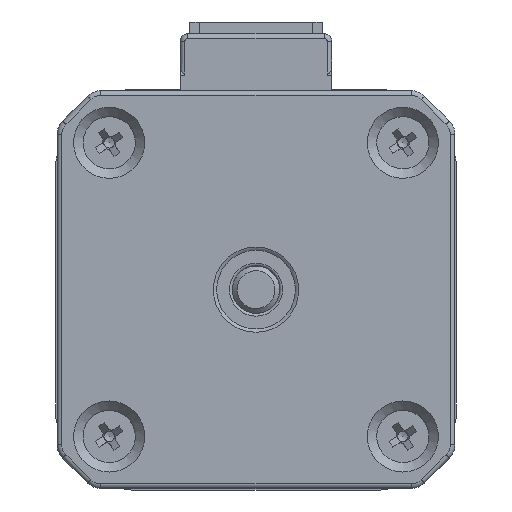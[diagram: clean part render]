
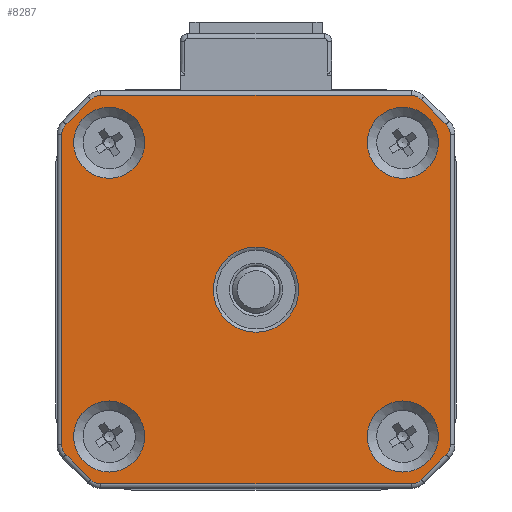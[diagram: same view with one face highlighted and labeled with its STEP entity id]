
A CAD part, front view. The second image highlights one B-rep face of the part: STEP entity #8287.
In plain terms, the highlighted planar face has unit normal (0, -1, 0).
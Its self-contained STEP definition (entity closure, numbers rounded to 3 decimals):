
#155=FACE_BOUND('',#1770,.T.);
#156=FACE_BOUND('',#1771,.T.);
#157=FACE_BOUND('',#1772,.T.);
#158=FACE_BOUND('',#1773,.T.);
#159=FACE_BOUND('',#1774,.T.);
#766=CIRCLE('',#8789,4.5);
#780=CIRCLE('',#8812,1.5);
#781=CIRCLE('',#8813,1.5);
#782=CIRCLE('',#8814,1.5);
#783=CIRCLE('',#8815,1.5);
#784=CIRCLE('',#8816,1.5);
#785=CIRCLE('',#8817,1.5);
#786=CIRCLE('',#8818,1.5);
#787=CIRCLE('',#8819,1.5);
#788=CIRCLE('',#8820,3.75);
#789=CIRCLE('',#8821,3.75);
#790=CIRCLE('',#8822,3.75);
#791=CIRCLE('',#8823,3.75);
#1282=FACE_OUTER_BOUND('',#1769,.T.);
#1769=EDGE_LOOP('',(#6386,#6387,#6388,#6389,#6390,#6391,#6392,#6393,#6394,
#6395,#6396,#6397,#6398,#6399,#6400,#6401));
#1770=EDGE_LOOP('',(#6402));
#1771=EDGE_LOOP('',(#6403));
#1772=EDGE_LOOP('',(#6404));
#1773=EDGE_LOOP('',(#6405));
#1774=EDGE_LOOP('',(#6406));
#2559=LINE('',#12892,#3306);
#2560=LINE('',#12896,#3307);
#2561=LINE('',#12900,#3308);
#2562=LINE('',#12904,#3309);
#2563=LINE('',#12908,#3310);
#2564=LINE('',#12912,#3311);
#2565=LINE('',#12916,#3312);
#2566=LINE('',#12920,#3313);
#3306=VECTOR('',#10298,32.743);
#3307=VECTOR('',#10301,3.717);
#3308=VECTOR('',#10304,32.743);
#3309=VECTOR('',#10307,3.717);
#3310=VECTOR('',#10310,32.743);
#3311=VECTOR('',#10313,3.717);
#3312=VECTOR('',#10316,32.743);
#3313=VECTOR('',#10319,3.717);
#3885=VERTEX_POINT('',#12799);
#3921=VERTEX_POINT('',#12890);
#3922=VERTEX_POINT('',#12891);
#3923=VERTEX_POINT('',#12893);
#3924=VERTEX_POINT('',#12895);
#3925=VERTEX_POINT('',#12897);
#3926=VERTEX_POINT('',#12899);
#3927=VERTEX_POINT('',#12901);
#3928=VERTEX_POINT('',#12903);
#3929=VERTEX_POINT('',#12905);
#3930=VERTEX_POINT('',#12907);
#3931=VERTEX_POINT('',#12909);
#3932=VERTEX_POINT('',#12911);
#3933=VERTEX_POINT('',#12913);
#3934=VERTEX_POINT('',#12915);
#3935=VERTEX_POINT('',#12917);
#3936=VERTEX_POINT('',#12919);
#3937=VERTEX_POINT('',#12922);
#3938=VERTEX_POINT('',#12924);
#3939=VERTEX_POINT('',#12926);
#3940=VERTEX_POINT('',#12928);
#4763=EDGE_CURVE('',#3885,#3885,#766,.T.);
#4808=EDGE_CURVE('',#3921,#3922,#2559,.F.);
#4809=EDGE_CURVE('',#3922,#3923,#780,.F.);
#4810=EDGE_CURVE('',#3923,#3924,#2560,.F.);
#4811=EDGE_CURVE('',#3924,#3925,#781,.F.);
#4812=EDGE_CURVE('',#3925,#3926,#2561,.T.);
#4813=EDGE_CURVE('',#3926,#3927,#782,.F.);
#4814=EDGE_CURVE('',#3927,#3928,#2562,.T.);
#4815=EDGE_CURVE('',#3928,#3929,#783,.F.);
#4816=EDGE_CURVE('',#3929,#3930,#2563,.T.);
#4817=EDGE_CURVE('',#3930,#3931,#784,.F.);
#4818=EDGE_CURVE('',#3931,#3932,#2564,.T.);
#4819=EDGE_CURVE('',#3932,#3933,#785,.F.);
#4820=EDGE_CURVE('',#3933,#3934,#2565,.F.);
#4821=EDGE_CURVE('',#3934,#3935,#786,.F.);
#4822=EDGE_CURVE('',#3935,#3936,#2566,.F.);
#4823=EDGE_CURVE('',#3936,#3921,#787,.F.);
#4824=EDGE_CURVE('',#3937,#3937,#788,.T.);
#4825=EDGE_CURVE('',#3938,#3938,#789,.T.);
#4826=EDGE_CURVE('',#3939,#3939,#790,.T.);
#4827=EDGE_CURVE('',#3940,#3940,#791,.T.);
#6386=ORIENTED_EDGE('',*,*,#4808,.T.);
#6387=ORIENTED_EDGE('',*,*,#4809,.T.);
#6388=ORIENTED_EDGE('',*,*,#4810,.T.);
#6389=ORIENTED_EDGE('',*,*,#4811,.T.);
#6390=ORIENTED_EDGE('',*,*,#4812,.T.);
#6391=ORIENTED_EDGE('',*,*,#4813,.T.);
#6392=ORIENTED_EDGE('',*,*,#4814,.T.);
#6393=ORIENTED_EDGE('',*,*,#4815,.T.);
#6394=ORIENTED_EDGE('',*,*,#4816,.T.);
#6395=ORIENTED_EDGE('',*,*,#4817,.T.);
#6396=ORIENTED_EDGE('',*,*,#4818,.T.);
#6397=ORIENTED_EDGE('',*,*,#4819,.T.);
#6398=ORIENTED_EDGE('',*,*,#4820,.T.);
#6399=ORIENTED_EDGE('',*,*,#4821,.T.);
#6400=ORIENTED_EDGE('',*,*,#4822,.T.);
#6401=ORIENTED_EDGE('',*,*,#4823,.T.);
#6402=ORIENTED_EDGE('',*,*,#4824,.T.);
#6403=ORIENTED_EDGE('',*,*,#4825,.T.);
#6404=ORIENTED_EDGE('',*,*,#4826,.T.);
#6405=ORIENTED_EDGE('',*,*,#4827,.T.);
#6406=ORIENTED_EDGE('',*,*,#4763,.T.);
#7986=PLANE('',#8811);
#8287=ADVANCED_FACE('',(#1282,#155,#156,#157,#158,#159),#7986,.F.);
#8789=AXIS2_PLACEMENT_3D('',#12801,#10221,#10222);
#8811=AXIS2_PLACEMENT_3D('',#12889,#10296,#10297);
#8812=AXIS2_PLACEMENT_3D('',#12894,#10299,#10300);
#8813=AXIS2_PLACEMENT_3D('',#12898,#10302,#10303);
#8814=AXIS2_PLACEMENT_3D('',#12902,#10305,#10306);
#8815=AXIS2_PLACEMENT_3D('',#12906,#10308,#10309);
#8816=AXIS2_PLACEMENT_3D('',#12910,#10311,#10312);
#8817=AXIS2_PLACEMENT_3D('',#12914,#10314,#10315);
#8818=AXIS2_PLACEMENT_3D('',#12918,#10317,#10318);
#8819=AXIS2_PLACEMENT_3D('',#12921,#10320,#10321);
#8820=AXIS2_PLACEMENT_3D('',#12923,#10322,#10323);
#8821=AXIS2_PLACEMENT_3D('',#12925,#10324,#10325);
#8822=AXIS2_PLACEMENT_3D('',#12927,#10326,#10327);
#8823=AXIS2_PLACEMENT_3D('',#12929,#10328,#10329);
#10221=DIRECTION('center_axis',(0.,1.,0.));
#10222=DIRECTION('ref_axis',(0.,0.,1.));
#10296=DIRECTION('center_axis',(0.,1.,0.));
#10297=DIRECTION('ref_axis',(0.,0.,1.));
#10298=DIRECTION('',(1.,0.,0.));
#10299=DIRECTION('center_axis',(0.,1.,0.));
#10300=DIRECTION('ref_axis',(0.,0.,1.));
#10301=DIRECTION('',(0.707,0.,0.707));
#10302=DIRECTION('center_axis',(0.,1.,0.));
#10303=DIRECTION('ref_axis',(0.,0.,1.));
#10304=DIRECTION('',(0.,0.,-1.));
#10305=DIRECTION('center_axis',(0.,1.,0.));
#10306=DIRECTION('ref_axis',(0.,0.,1.));
#10307=DIRECTION('',(0.707,0.,-0.707));
#10308=DIRECTION('center_axis',(0.,1.,0.));
#10309=DIRECTION('ref_axis',(0.,0.,1.));
#10310=DIRECTION('',(1.,0.,0.));
#10311=DIRECTION('center_axis',(0.,1.,0.));
#10312=DIRECTION('ref_axis',(0.,0.,1.));
#10313=DIRECTION('',(0.707,0.,0.707));
#10314=DIRECTION('center_axis',(0.,1.,0.));
#10315=DIRECTION('ref_axis',(0.,0.,1.));
#10316=DIRECTION('',(0.,0.,-1.));
#10317=DIRECTION('center_axis',(0.,1.,0.));
#10318=DIRECTION('ref_axis',(0.,0.,1.));
#10319=DIRECTION('',(0.707,0.,-0.707));
#10320=DIRECTION('center_axis',(0.,1.,0.));
#10321=DIRECTION('ref_axis',(0.,0.,1.));
#10322=DIRECTION('center_axis',(0.,1.,0.));
#10323=DIRECTION('ref_axis',(0.,0.,1.));
#10324=DIRECTION('center_axis',(0.,1.,0.));
#10325=DIRECTION('ref_axis',(0.,0.,1.));
#10326=DIRECTION('center_axis',(0.,1.,0.));
#10327=DIRECTION('ref_axis',(0.,0.,1.));
#10328=DIRECTION('center_axis',(0.,1.,0.));
#10329=DIRECTION('ref_axis',(0.,0.,1.));
#12799=CARTESIAN_POINT('',(0.,0.,4.5));
#12801=CARTESIAN_POINT('Origin',(0.,0.,0.));
#12889=CARTESIAN_POINT('Origin',(0.,0.,0.));
#12890=CARTESIAN_POINT('',(16.372,0.,20.5));
#12891=CARTESIAN_POINT('',(-16.372,0.,20.5));
#12892=CARTESIAN_POINT('',(-16.372,0.,20.5));
#12893=CARTESIAN_POINT('',(-17.432,0.,20.061));
#12894=CARTESIAN_POINT('Origin',(-16.372,0.,19.));
#12895=CARTESIAN_POINT('',(-20.061,0.,17.432));
#12896=CARTESIAN_POINT('',(-20.061,0.,17.432));
#12897=CARTESIAN_POINT('',(-20.5,0.,16.372));
#12898=CARTESIAN_POINT('Origin',(-19.,0.,16.372));
#12899=CARTESIAN_POINT('',(-20.5,0.,-16.372));
#12900=CARTESIAN_POINT('',(-20.5,0.,16.372));
#12901=CARTESIAN_POINT('',(-20.061,0.,-17.432));
#12902=CARTESIAN_POINT('Origin',(-19.,0.,-16.372));
#12903=CARTESIAN_POINT('',(-17.432,0.,-20.061));
#12904=CARTESIAN_POINT('',(-20.061,0.,-17.432));
#12905=CARTESIAN_POINT('',(-16.372,0.,-20.5));
#12906=CARTESIAN_POINT('Origin',(-16.372,0.,-19.));
#12907=CARTESIAN_POINT('',(16.372,0.,-20.5));
#12908=CARTESIAN_POINT('',(-16.372,0.,-20.5));
#12909=CARTESIAN_POINT('',(17.432,0.,-20.061));
#12910=CARTESIAN_POINT('Origin',(16.372,0.,-19.));
#12911=CARTESIAN_POINT('',(20.061,0.,-17.432));
#12912=CARTESIAN_POINT('',(17.432,0.,-20.061));
#12913=CARTESIAN_POINT('',(20.5,0.,-16.372));
#12914=CARTESIAN_POINT('Origin',(19.,0.,-16.372));
#12915=CARTESIAN_POINT('',(20.5,0.,16.372));
#12916=CARTESIAN_POINT('',(20.5,0.,16.372));
#12917=CARTESIAN_POINT('',(20.061,0.,17.432));
#12918=CARTESIAN_POINT('Origin',(19.,0.,16.372));
#12919=CARTESIAN_POINT('',(17.432,0.,20.061));
#12920=CARTESIAN_POINT('',(17.432,0.,20.061));
#12921=CARTESIAN_POINT('Origin',(16.372,0.,19.));
#12922=CARTESIAN_POINT('',(-15.5,0.,-11.75));
#12923=CARTESIAN_POINT('Origin',(-15.5,0.,-15.5));
#12924=CARTESIAN_POINT('',(15.5,0.,-11.75));
#12925=CARTESIAN_POINT('Origin',(15.5,0.,-15.5));
#12926=CARTESIAN_POINT('',(15.5,0.,19.25));
#12927=CARTESIAN_POINT('Origin',(15.5,0.,15.5));
#12928=CARTESIAN_POINT('',(-15.5,0.,19.25));
#12929=CARTESIAN_POINT('Origin',(-15.5,0.,15.5));
